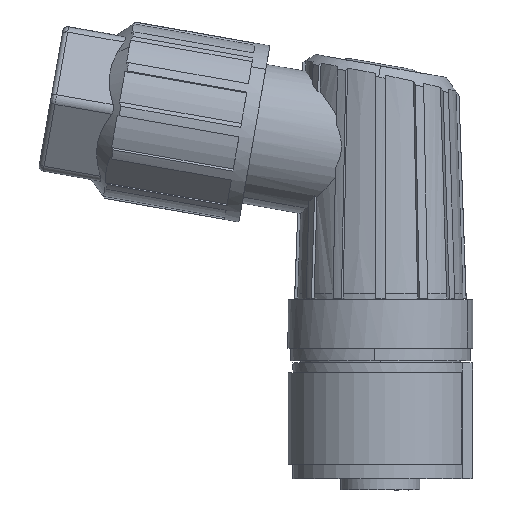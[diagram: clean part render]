
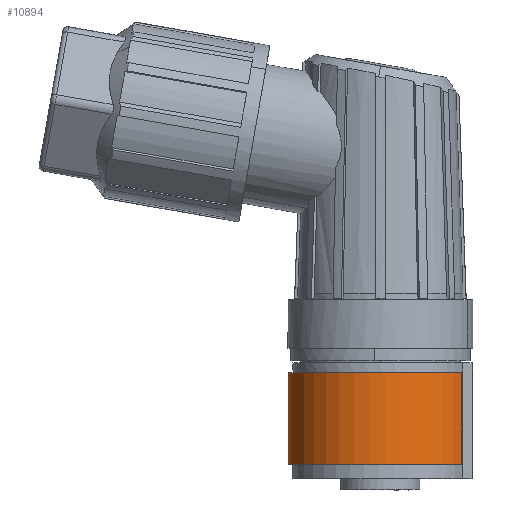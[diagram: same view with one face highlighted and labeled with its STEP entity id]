
A CAD part, left-side view. The second image highlights one B-rep face of the part: STEP entity #10894.
In plain terms, the highlighted cylindrical face has radius 9.5 mm (diameter 19 mm), a partial arc.
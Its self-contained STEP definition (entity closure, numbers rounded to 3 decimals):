
#48=CARTESIAN_POINT('',(9.5,9.5,12.05));
#49=DIRECTION('',(0.,0.,1.));
#50=DIRECTION('',(0.48,-0.877,0.));
#51=AXIS2_PLACEMENT_3D('',#48,#49,#50);
#76=DIRECTION('',(0.,0.,-1.));
#77=VECTOR('',#76,9.4);
#78=CARTESIAN_POINT('',(14.057,1.164,12.05));
#79=LINE('',#78,#77);
#80=DIRECTION('',(0.,0.,1.));
#81=VECTOR('',#80,9.4);
#82=CARTESIAN_POINT('',(4.945,1.163,2.65));
#83=LINE('',#82,#81);
#84=CARTESIAN_POINT('',(9.5,9.5,2.65));
#85=DIRECTION('',(0.,0.,-1.));
#86=DIRECTION('',(-0.479,-0.878,0.));
#87=AXIS2_PLACEMENT_3D('',#84,#85,#86);
#8740=CARTESIAN_POINT('',(4.945,1.163,2.65));
#8741=VERTEX_POINT('',#8740);
#8742=CARTESIAN_POINT('',(4.945,1.163,12.05));
#8743=VERTEX_POINT('',#8742);
#8788=CARTESIAN_POINT('',(14.057,1.164,2.65));
#8789=VERTEX_POINT('',#8788);
#8792=CARTESIAN_POINT('',(14.057,1.164,12.05));
#8793=VERTEX_POINT('',#8792);
#10881=CARTESIAN_POINT('',(9.5,9.5,2.25));
#10882=DIRECTION('',(0.,0.,-1.));
#10883=DIRECTION('',(0.,1.,0.));
#10884=AXIS2_PLACEMENT_3D('',#10881,#10882,#10883);
#10885=CYLINDRICAL_SURFACE('',#10884,9.5);
#10887=ORIENTED_EDGE('',*,*,#10886,.T.);
#10889=ORIENTED_EDGE('',*,*,#10888,.F.);
#10890=ORIENTED_EDGE('',*,*,#10863,.T.);
#10891=ORIENTED_EDGE('',*,*,#10818,.F.);
#10892=EDGE_LOOP('',(#10887,#10889,#10890,#10891));
#10893=FACE_OUTER_BOUND('',#10892,.F.);
#10894=ADVANCED_FACE('',(#10893),#10885,.T.);
#52=CIRCLE('',#51,9.5);
#88=CIRCLE('',#87,9.5);
#10818=EDGE_CURVE('',#8741,#8743,#83,.T.);
#10863=EDGE_CURVE('',#8793,#8743,#52,.T.);
#10886=EDGE_CURVE('',#8741,#8789,#88,.T.);
#10888=EDGE_CURVE('',#8793,#8789,#79,.T.);
